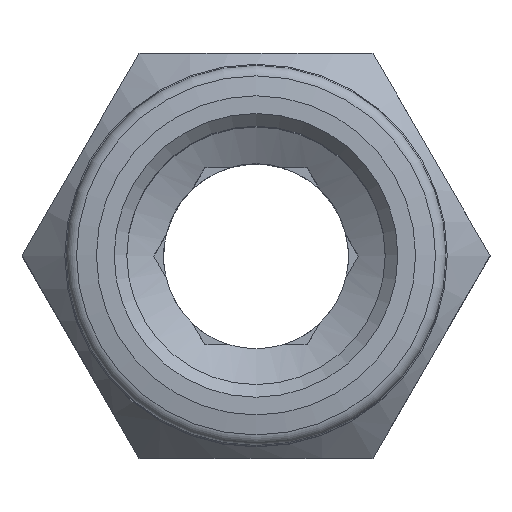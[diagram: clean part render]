
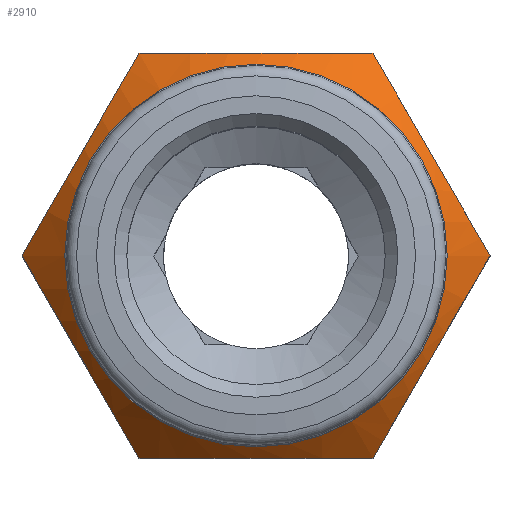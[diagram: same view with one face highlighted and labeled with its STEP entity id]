
A CAD part, top view. The second image highlights one B-rep face of the part: STEP entity #2910.
In plain terms, the highlighted conical face has half-angle 45 degrees and reference radius 10 mm.
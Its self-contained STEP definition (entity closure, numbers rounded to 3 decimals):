
#106=HYPERBOLA('',#2779,8.,8.);
#107=HYPERBOLA('',#2780,8.,8.);
#108=HYPERBOLA('',#2781,8.,8.);
#109=HYPERBOLA('',#2782,8.,8.);
#110=HYPERBOLA('',#2783,8.,8.);
#111=HYPERBOLA('',#2784,8.,8.);
#842=CONICAL_SURFACE('',#2777,10.,45.);
#888=ORIENTED_EDGE('',*,*,#1256,.T.);
#889=ORIENTED_EDGE('',*,*,#1257,.F.);
#890=ORIENTED_EDGE('',*,*,#1258,.F.);
#891=ORIENTED_EDGE('',*,*,#1259,.F.);
#892=ORIENTED_EDGE('',*,*,#1260,.F.);
#893=ORIENTED_EDGE('',*,*,#1261,.F.);
#894=ORIENTED_EDGE('',*,*,#1262,.F.);
#1114=CIRCLE('',#2778,7.55);
#1167=VERTEX_POINT('',#2508);
#1168=VERTEX_POINT('',#2510);
#1169=VERTEX_POINT('',#2511);
#1170=VERTEX_POINT('',#2513);
#1171=VERTEX_POINT('',#2515);
#1172=VERTEX_POINT('',#2517);
#1173=VERTEX_POINT('',#2519);
#1256=EDGE_CURVE('',#1167,#1167,#1114,.T.);
#1257=EDGE_CURVE('',#1168,#1169,#106,.T.);
#1258=EDGE_CURVE('',#1170,#1168,#107,.T.);
#1259=EDGE_CURVE('',#1171,#1170,#108,.T.);
#1260=EDGE_CURVE('',#1172,#1171,#109,.T.);
#1261=EDGE_CURVE('',#1173,#1172,#110,.T.);
#1262=EDGE_CURVE('',#1169,#1173,#111,.T.);
#1387=EDGE_LOOP('',(#888));
#1388=EDGE_LOOP('',(#889,#890,#891,#892,#893,#894));
#1491=FACE_BOUND('',#1387,.T.);
#1492=FACE_BOUND('',#1388,.T.);
#2186=DIRECTION('',(0.,-1.,0.));
#2187=DIRECTION('',(1.,0.,0.));
#2188=DIRECTION('',(0.,-1.,0.));
#2189=DIRECTION('',(0.,0.,-7.55));
#2190=DIRECTION('',(0.866,0.,-0.5));
#2191=DIRECTION('',(0.,-1.,0.));
#2192=DIRECTION('',(0.,0.,-1.));
#2193=DIRECTION('',(0.,-1.,0.));
#2194=DIRECTION('',(-0.866,0.,-0.5));
#2195=DIRECTION('',(0.,-1.,0.));
#2196=DIRECTION('',(-0.866,0.,0.5));
#2197=DIRECTION('',(0.,-1.,0.));
#2198=DIRECTION('',(0.,0.,1.));
#2199=DIRECTION('',(0.,-1.,0.));
#2200=DIRECTION('',(0.866,0.,0.5));
#2201=DIRECTION('',(0.,-1.,0.));
#2507=CARTESIAN_POINT('',(122.592,105.411,0.));
#2508=CARTESIAN_POINT('',(122.592,107.861,-7.55));
#2509=CARTESIAN_POINT('',(122.592,107.861,0.));
#2510=CARTESIAN_POINT('',(117.973,106.173,8.));
#2511=CARTESIAN_POINT('',(113.355,106.173,0.));
#2512=CARTESIAN_POINT('',(115.664,115.411,4.));
#2513=CARTESIAN_POINT('',(127.211,106.173,8.));
#2514=CARTESIAN_POINT('',(122.592,115.411,8.));
#2515=CARTESIAN_POINT('',(131.83,106.173,0.));
#2516=CARTESIAN_POINT('',(129.52,115.411,4.));
#2517=CARTESIAN_POINT('',(127.211,106.173,-8.));
#2518=CARTESIAN_POINT('',(129.52,115.411,-4.));
#2519=CARTESIAN_POINT('',(117.973,106.173,-8.));
#2520=CARTESIAN_POINT('',(122.592,115.411,-8.));
#2521=CARTESIAN_POINT('',(115.664,115.411,-4.));
#2777=AXIS2_PLACEMENT_3D('',#2507,#2186,#2187);
#2778=AXIS2_PLACEMENT_3D('',#2509,#2188,#2189);
#2779=AXIS2_PLACEMENT_3D('',#2512,#2190,#2191);
#2780=AXIS2_PLACEMENT_3D('',#2514,#2192,#2193);
#2781=AXIS2_PLACEMENT_3D('',#2516,#2194,#2195);
#2782=AXIS2_PLACEMENT_3D('',#2518,#2196,#2197);
#2783=AXIS2_PLACEMENT_3D('',#2520,#2198,#2199);
#2784=AXIS2_PLACEMENT_3D('',#2521,#2200,#2201);
#2910=ADVANCED_FACE('',(#1491,#1492),#842,.T.);
